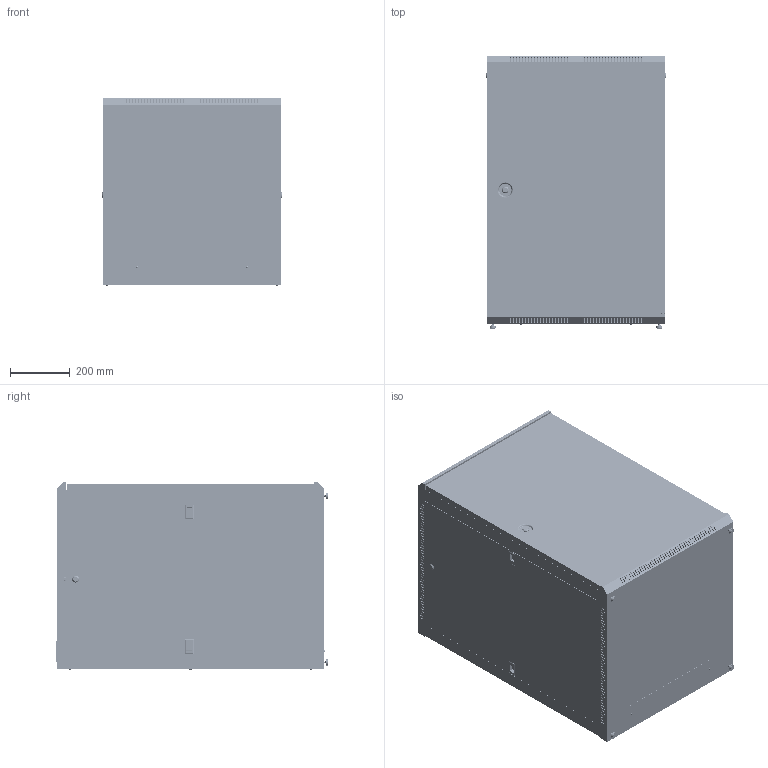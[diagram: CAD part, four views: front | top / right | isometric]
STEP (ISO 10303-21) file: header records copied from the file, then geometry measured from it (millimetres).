
FILE_DESCRIPTION (( 'STEP AP214' ), '1' );
FILE_NAME ('LWR5-18U66-MF ITK Øêàô LINEA W 18U 600x600 ìì äâåðü ìåòàëë, RAL9005.STEP', '2018-11-27T14:11:25', ( '' ), ( '' ), 'SwSTEP 2.0', 'SolidWorks 2014', '' );
FILE_SCHEMA (( 'AUTOMOTIVE_DESIGN' ));
Length unit declared in the file: millimetre
Products named in the file (1): LWR5-18U66-MF  ITK Øêàô LINEA W 18U 600x600 ìì äâåðü ìåòàëë, RAL9005
Bounding box: 604.6 x 917.41 x 630 mm (x, y, z)
Volume: 5207567.1 mm3; surface area: 7957361.9 mm2
Topology: 19 solids, 23 shells, 6729 faces, 19888 edges, 13208 vertices
Faces by surface type: plane 5062, cylinder 1549, torus 52, cone 52, sphere 14
Entity records: 228832 total; most frequent: CARTESIAN_POINT 41178, ORIENTED_EDGE 39776, DIRECTION 36430, EDGE_CURVE 19888, VECTOR 16126, LINE 16126, VERTEX_POINT 13208, AXIS2_PLACEMENT_3D 10152
